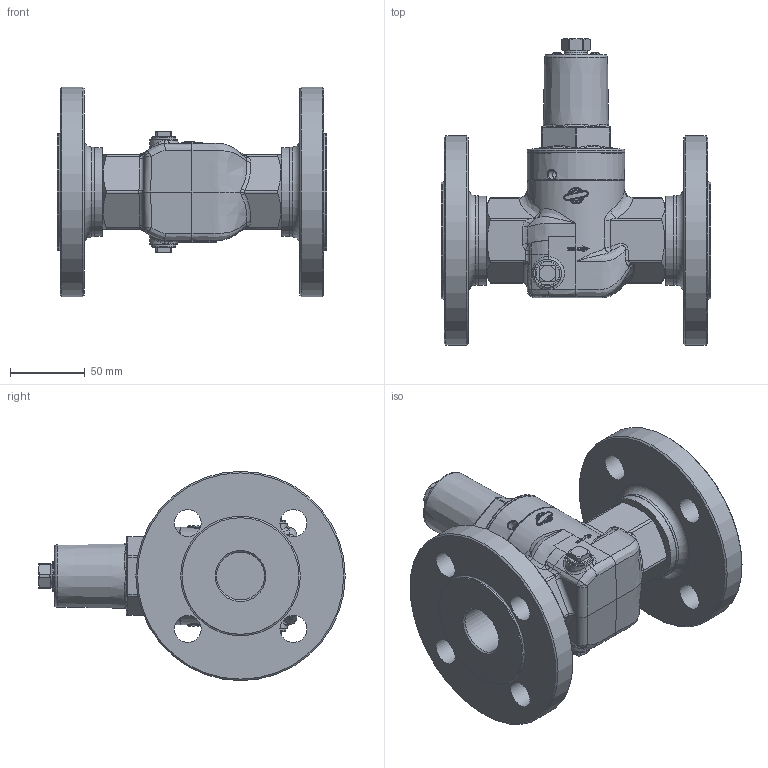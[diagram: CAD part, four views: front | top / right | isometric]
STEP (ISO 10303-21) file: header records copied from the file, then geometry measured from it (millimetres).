
FILE_DESCRIPTION(/* description */ (''),/* implementation_level */ '2;1');
FILE_NAME(/* name */ '082505.stp',/* time_stamp */ '2014-09-11T16:50:04+02:00',/* author */ ('powierski'),/* organization */ (''),/* preprocessor_version */ 'ST-DEVELOPER v15.2',/* originating_system */ 'Autodesk Inventor 2014',/* authorisation */ '');
FILE_SCHEMA (('AUTOMOTIVE_DESIGN { 1 0 10303 214 3 1 1 }'));
Products named in the file (1): 082505_Shrinkwrap_1
Bounding box: 180 x 204.92 x 140 mm (x, y, z)
Volume: 1052097.7 mm3; surface area: 134187.8 mm2
Topology: 1 solids, 2 shells, 800 faces, 2062 edges, 1283 vertices
Faces by surface type: bspline 399, plane 183, cylinder 125, cone 46, torus 33, sphere 14
Full cylindrical faces by diameter (mm): 6.1 x3, 10 x1, 10.2 x1, 15 x1, 16.5 x2, 18 x8, 32 x2, 59.5 x2, 60 x2, 65 x2, 78 x2, 140 x2
Entity records: 39659 total; most frequent: CARTESIAN_POINT 22901, ORIENTED_EDGE 3950, DIRECTION 2152, EDGE_CURVE 1974, VERTEX_POINT 1264, B_SPLINE_CURVE_WITH_KNOTS 1060, EDGE_LOOP 904, AXIS2_PLACEMENT_3D 888
